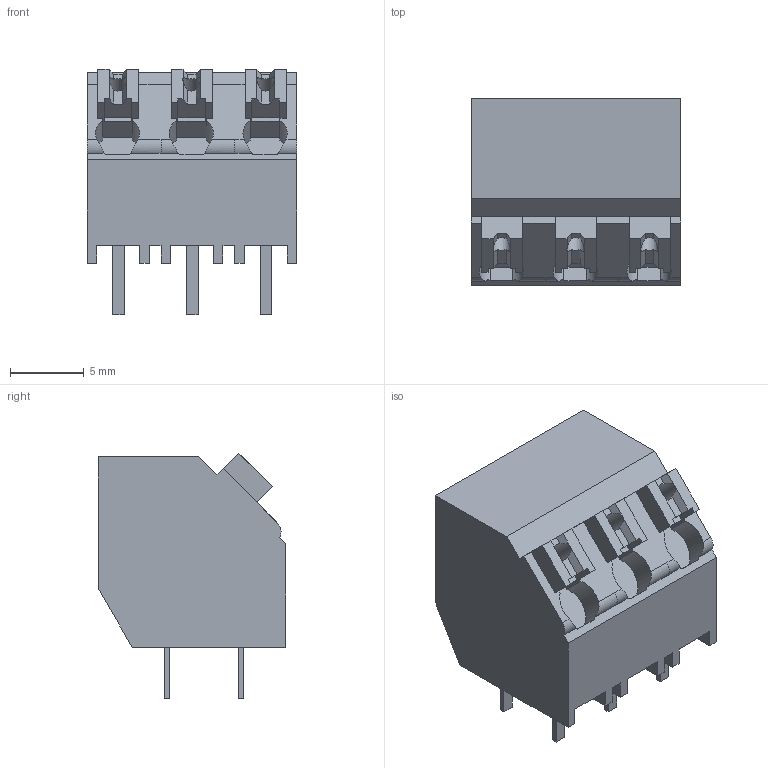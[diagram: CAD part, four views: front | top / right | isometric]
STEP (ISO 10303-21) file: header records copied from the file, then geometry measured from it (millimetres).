
FILE_DESCRIPTION(('CATIA V5 STEP Exchange','CAx-IF Rec.Pracs.--- Model Styling and Organization---1.2---2011-12-15'),'2;1');
FILE_NAME ('D1458379_0_1884370000_1884370000.stp','2018-03-20T12:35:53+00:00',('none'),('Weidmueller'),'CATIA Version 5-6 Release 2014','CATIA V5 STEP AP214','none');
FILE_SCHEMA(('AUTOMOTIVE_DESIGN { 1 0 10303 214 1 1 1 1 }'));
Length unit declared in the file: millimetre
Products named in the file (1): 1884370000
Bounding box: 14.2 x 12.7 x 16.66 mm (x, y, z)
Volume: 1644.2 mm3; surface area: 1762.3 mm2
Topology: 10 solids, 10 shells, 218 faces, 584 edges, 388 vertices
Faces by surface type: plane 200, cylinder 18
Entity records: 6416 total; most frequent: CARTESIAN_POINT 1236, ORIENTED_EDGE 1168, DIRECTION 858, EDGE_CURVE 584, VECTOR 520, LINE 520, VERTEX_POINT 388, EDGE_LOOP 226
